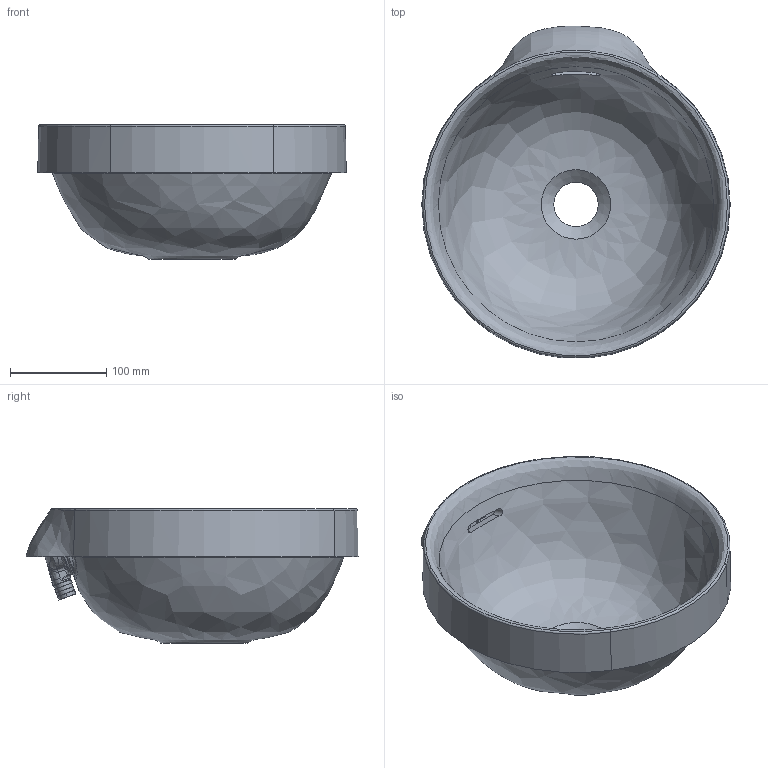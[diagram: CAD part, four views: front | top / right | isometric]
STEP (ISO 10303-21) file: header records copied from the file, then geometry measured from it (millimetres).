
FILE_DESCRIPTION(/* description */ (''),/* implementation_level */ '2;1');
FILE_NAME(/* name */ '15-090_M7647A_new s-tp.stp',/* time_stamp */ '2019-04-18T09:23:51+02:00',/* author */ (''),/* organization */ (''),/* preprocessor_version */ 'ST-DEVELOPER v15',/* originating_system */ 'SIEMENS PLM Software NX 8.5',/* authorisation */ '');
FILE_SCHEMA (('AUTOMOTIVE_DESIGN { 1 0 10303 214 3 1 1 1 }'));
Length unit declared in the file: millimetre
Products named in the file (1): Robe1D7C70915b1g
Bounding box: 320 x 344.49 x 140 mm (x, y, z)
Volume: 1979272.1 mm3; surface area: 330677.8 mm2
Topology: 2 solids, 2 shells, 362 faces, 877 edges, 505 vertices
Faces by surface type: bspline 179, cylinder 80, plane 46, torus 40, cone 8, sphere 4, extrusion 3, revolution 2
Full cylindrical faces by diameter (mm): 6 x2, 46 x1
Entity records: 19939 total; most frequent: CARTESIAN_POINT 12890, ORIENTED_EDGE 1698, DIRECTION 1116, EDGE_CURVE 849, VERTEX_POINT 502, AXIS2_PLACEMENT_3D 473, B_SPLINE_CURVE_WITH_KNOTS 390, EDGE_LOOP 383
